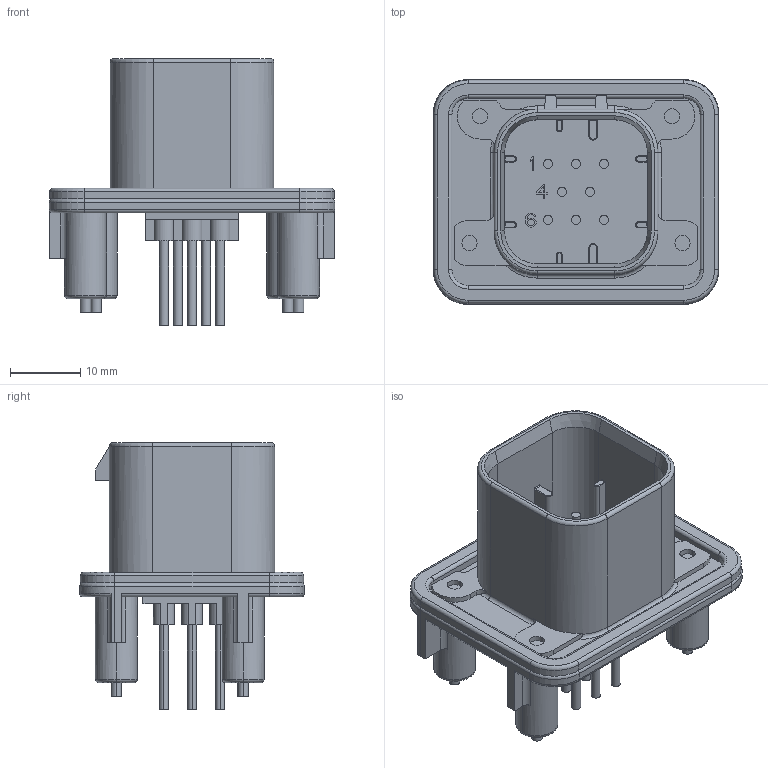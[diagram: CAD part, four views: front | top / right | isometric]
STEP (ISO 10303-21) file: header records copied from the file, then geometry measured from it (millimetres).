
FILE_DESCRIPTION(('CAx-IF Rec.Pracs.---Model Styling and Organization---1.5---2016-08-15','CAx-IF Rec.Pracs.---Geometric and Assembly Validation Properties---4.4---2016-08-17','CAx-IF Rec.Pracs.---User Defined Attributes---1.5---2016-08-15','CAx-IF Rec.Pracs.---External References---2.1---2005-01-19'),'2;1');
FILE_NAME('190243.step','2024-10-14T17:47:12',('Unspecified'),('Unspecified'),'CAD Exchanger 3.10.2 (cadexchanger.com)','Unspecified','');
FILE_SCHEMA(('AUTOMOTIVE_DESIGN { 1 0 10303 214 1 1 1 1 }'));
Length unit declared in the file: millimetre
Products named in the file (1): C-1-776276-1
Bounding box: 40.8 x 32.1 x 38.05 mm (x, y, z)
Volume: 7772.1 mm3; surface area: 8784.2 mm2
Topology: 1 solids, 1 shells, 471 faces, 1211 edges, 776 vertices
Faces by surface type: plane 237, cylinder 172, torus 58, cone 4
Entity records: 14445 total; most frequent: CARTESIAN_POINT 2632, DIRECTION 2555, ORIENTED_EDGE 2422, EDGE_CURVE 1211, AXIS2_PLACEMENT_3D 898, VERTEX_POINT 776, LINE 759, VECTOR 759
